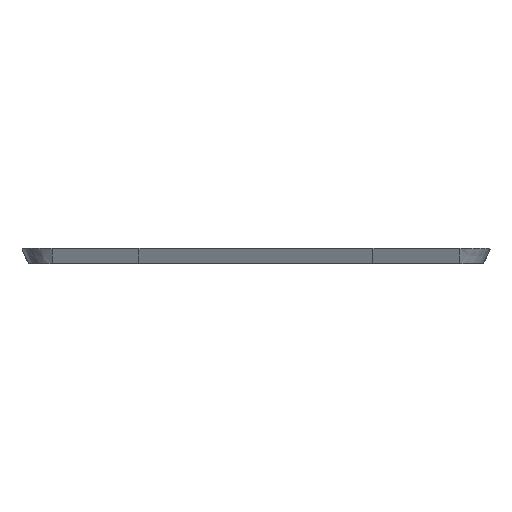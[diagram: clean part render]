
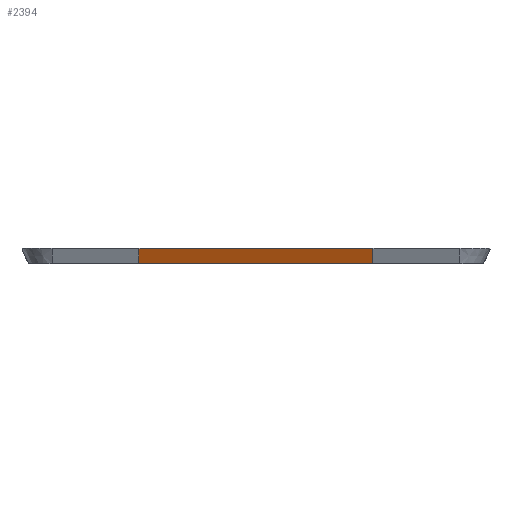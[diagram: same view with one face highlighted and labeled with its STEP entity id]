
A CAD part, top view. The second image highlights one B-rep face of the part: STEP entity #2394.
In plain terms, the highlighted planar face has unit normal (0, -0.423, 0.906).
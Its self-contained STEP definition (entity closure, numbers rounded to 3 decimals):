
#18 = ORIENTED_EDGE ( 'NONE', *, *, #3215, .F. ) ;
#57 = ORIENTED_EDGE ( 'NONE', *, *, #1847, .F. ) ;
#81 = VECTOR ( 'NONE', #2474, 1000. ) ;
#82 = VECTOR ( 'NONE', #3055, 1000. ) ;
#105 = VECTOR ( 'NONE', #244, 1000. ) ;
#198 = EDGE_CURVE ( 'NONE', #538, #2144, #2079, .T. ) ;
#244 = DIRECTION ( 'NONE',  ( 0., -0.906, -0.423 ) ) ;
#260 = CARTESIAN_POINT ( 'NONE',  ( 117., -3.315, -3.614 ) ) ;
#275 = PLANE ( 'NONE',  #2163 ) ;
#525 = CARTESIAN_POINT ( 'NONE',  ( 117., -0.282, -2.2 ) ) ;
#538 = VERTEX_POINT ( 'NONE', #1661 ) ;
#686 = CARTESIAN_POINT ( 'NONE',  ( 39., -5., -4.4 ) ) ;
#1466 = EDGE_CURVE ( 'NONE', #2144, #2642, #1973, .T. ) ;
#1482 = FACE_OUTER_BOUND ( 'NONE', #2251, .T. ) ;
#1483 = CARTESIAN_POINT ( 'NONE',  ( 117., -0.282, -2.2 ) ) ;
#1578 = ORIENTED_EDGE ( 'NONE', *, *, #198, .F. ) ;
#1661 = CARTESIAN_POINT ( 'NONE',  ( 39., -0.282, -2.2 ) ) ;
#1847 = EDGE_CURVE ( 'NONE', #2642, #3306, #2644, .T. ) ;
#1971 = CARTESIAN_POINT ( 'NONE',  ( 39., -5., -4.4 ) ) ;
#1973 = LINE ( 'NONE', #260, #105 ) ;
#2079 = LINE ( 'NONE', #1483, #82 ) ;
#2131 = ORIENTED_EDGE ( 'NONE', *, *, #1466, .F. ) ;
#2144 = VERTEX_POINT ( 'NONE', #525 ) ;
#2163 = AXIS2_PLACEMENT_3D ( 'NONE', #2353, #2839, #2596 ) ;
#2251 = EDGE_LOOP ( 'NONE', ( #18, #57, #2131, #1578 ) ) ;
#2353 = CARTESIAN_POINT ( 'NONE',  ( 0., -0.282, -2.2 ) ) ;
#2394 = ADVANCED_FACE ( 'NONE', ( #1482 ), #275, .T. ) ;
#2474 = DIRECTION ( 'NONE',  ( -1., 0., 0. ) ) ;
#2480 = CARTESIAN_POINT ( 'NONE',  ( 39., -0.282, -2.2 ) ) ;
#2596 = DIRECTION ( 'NONE',  ( -1., 0., 0. ) ) ;
#2642 = VERTEX_POINT ( 'NONE', #2747 ) ;
#2644 = LINE ( 'NONE', #1971, #81 ) ;
#2747 = CARTESIAN_POINT ( 'NONE',  ( 117., -5., -4.4 ) ) ;
#2839 = DIRECTION ( 'NONE',  ( 0., -0.423, 0.906 ) ) ;
#2991 = LINE ( 'NONE', #2480, #3037 ) ;
#3033 = DIRECTION ( 'NONE',  ( 0., 0.906, 0.423 ) ) ;
#3037 = VECTOR ( 'NONE', #3033, 1000. ) ;
#3055 = DIRECTION ( 'NONE',  ( 1., 0., 0. ) ) ;
#3215 = EDGE_CURVE ( 'NONE', #3306, #538, #2991, .T. ) ;
#3306 = VERTEX_POINT ( 'NONE', #686 ) ;
